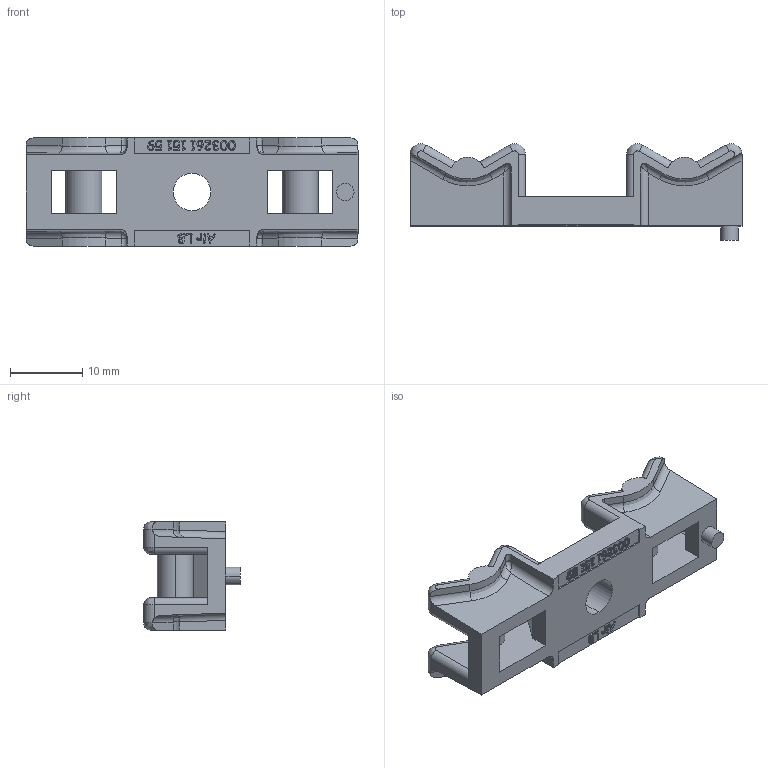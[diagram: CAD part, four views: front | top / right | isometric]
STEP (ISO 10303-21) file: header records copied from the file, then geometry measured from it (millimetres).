
FILE_DESCRIPTION((''),'2;1');
FILE_NAME('00326115159','2020-09-11T',('presta_be4'),(''),'CREO PARAMETRIC BY PTC INC, 2018360','CREO PARAMETRIC BY PTC INC, 2018360','');
FILE_SCHEMA(('CONFIG_CONTROL_DESIGN'));
Length unit declared in the file: millimetre
Products named in the file (1): 00326115159
Bounding box: 46 x 13.4 x 15 mm (x, y, z)
Volume: 3217.2 mm3; surface area: 2991.6 mm2
Topology: 1 solids, 1 shells, 626 faces, 1763 edges, 1158 vertices
Faces by surface type: extrusion 407, plane 127, cylinder 64, bspline 28
Entity records: 22727 total; most frequent: CARTESIAN_POINT 8237, ORIENTED_EDGE 3526, DIRECTION 1802, EDGE_CURVE 1763, B_SPLINE_CURVE_WITH_KNOTS 1277, VECTOR 1180, VERTEX_POINT 1158, LINE 773
